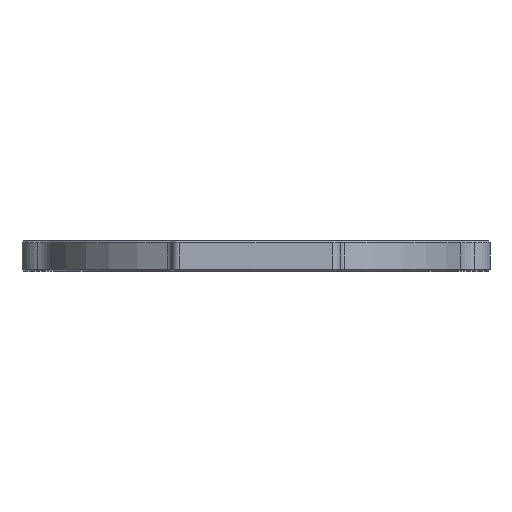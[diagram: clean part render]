
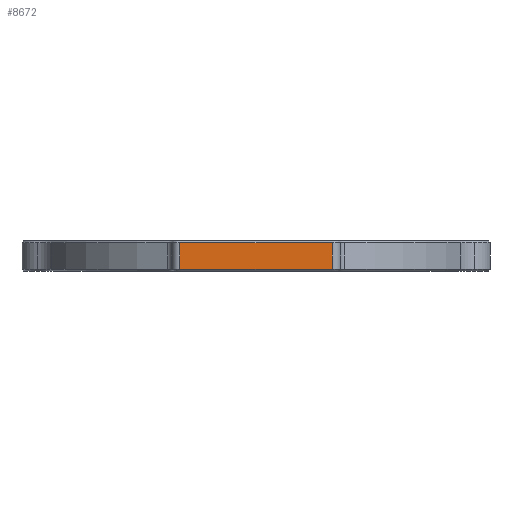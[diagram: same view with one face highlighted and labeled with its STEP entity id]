
A CAD part, left-side view. The second image highlights one B-rep face of the part: STEP entity #8672.
In plain terms, the highlighted planar face has unit normal (-1, 0, 0).
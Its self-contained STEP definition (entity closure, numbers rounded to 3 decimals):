
#251 = EDGE_CURVE ( 'NONE', #1011, #3994, #8480, .T. ) ;
#300 = EDGE_CURVE ( 'NONE', #6297, #1011, #3342, .T. ) ;
#689 = DIRECTION ( 'NONE',  ( 0., 1., 0. ) ) ;
#781 = VECTOR ( 'NONE', #3381, 1000. ) ;
#935 = PLANE ( 'NONE',  #6116 ) ;
#1011 = VERTEX_POINT ( 'NONE', #8276 ) ;
#1014 = VECTOR ( 'NONE', #3384, 1000. ) ;
#1208 = EDGE_CURVE ( 'NONE', #3994, #8170, #7824, .T. ) ;
#1479 = CARTESIAN_POINT ( 'NONE',  ( -80.2, -20., 7.5 ) ) ;
#1707 = CARTESIAN_POINT ( 'NONE',  ( -80.2, -20., 0.5 ) ) ;
#2330 = LINE ( 'NONE', #9120, #4566 ) ;
#2360 = DIRECTION ( 'NONE',  ( -1., 0., 0. ) ) ;
#2743 = ORIENTED_EDGE ( 'NONE', *, *, #251, .T. ) ;
#2902 = EDGE_CURVE ( 'NONE', #8170, #6297, #2330, .T. ) ;
#3137 = DIRECTION ( 'NONE',  ( 0., 0., 1. ) ) ;
#3342 = LINE ( 'NONE', #8901, #6809 ) ;
#3381 = DIRECTION ( 'NONE',  ( 0., -1., 0. ) ) ;
#3384 = DIRECTION ( 'NONE',  ( 0., 0., -1. ) ) ;
#3918 = EDGE_LOOP ( 'NONE', ( #2743, #7765, #4739, #6261 ) ) ;
#3994 = VERTEX_POINT ( 'NONE', #8647 ) ;
#4165 = CARTESIAN_POINT ( 'NONE',  ( -80.2, -20., 0.5 ) ) ;
#4437 = DIRECTION ( 'NONE',  ( 0., 0., 1. ) ) ;
#4566 = VECTOR ( 'NONE', #4437, 1000. ) ;
#4739 = ORIENTED_EDGE ( 'NONE', *, *, #2902, .T. ) ;
#6116 = AXIS2_PLACEMENT_3D ( 'NONE', #6180, #2360, #3137 ) ;
#6180 = CARTESIAN_POINT ( 'NONE',  ( -80.2, 0., 8. ) ) ;
#6261 = ORIENTED_EDGE ( 'NONE', *, *, #300, .T. ) ;
#6297 = VERTEX_POINT ( 'NONE', #1479 ) ;
#6809 = VECTOR ( 'NONE', #689, 1000. ) ;
#6831 = FACE_OUTER_BOUND ( 'NONE', #3918, .T. ) ;
#7765 = ORIENTED_EDGE ( 'NONE', *, *, #1208, .T. ) ;
#7824 = LINE ( 'NONE', #4165, #781 ) ;
#8170 = VERTEX_POINT ( 'NONE', #1707 ) ;
#8276 = CARTESIAN_POINT ( 'NONE',  ( -80.2, 20., 7.5 ) ) ;
#8480 = LINE ( 'NONE', #9339, #1014 ) ;
#8647 = CARTESIAN_POINT ( 'NONE',  ( -80.2, 20., 0.5 ) ) ;
#8672 = ADVANCED_FACE ( 'NONE', ( #6831 ), #935, .T. ) ;
#8901 = CARTESIAN_POINT ( 'NONE',  ( -80.2, 0., 7.5 ) ) ;
#9120 = CARTESIAN_POINT ( 'NONE',  ( -80.2, -20., 8. ) ) ;
#9339 = CARTESIAN_POINT ( 'NONE',  ( -80.2, 20., 8. ) ) ;
